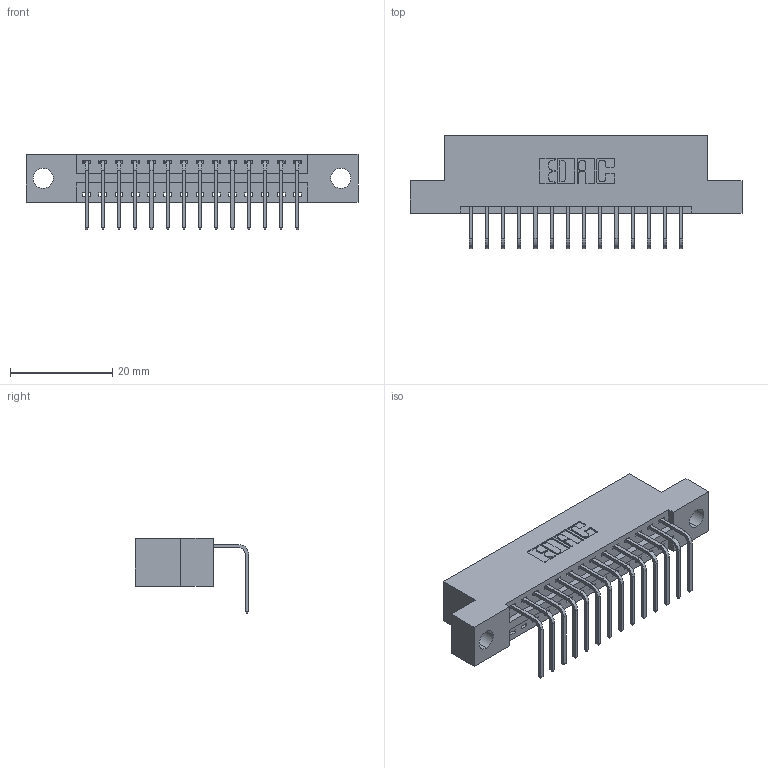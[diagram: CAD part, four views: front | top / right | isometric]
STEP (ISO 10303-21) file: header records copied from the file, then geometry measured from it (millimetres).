
FILE_DESCRIPTION (( 'STEP AP203' ), '1' );
FILE_NAME ('346-014-558-104.STEP', '2022-05-05T06:55:03', ( '' ), ( '' ), 'SwSTEP 2.0', 'SolidWorks 2020', '' );
FILE_SCHEMA (( 'CONFIG_CONTROL_DESIGN' ));
Length unit declared in the file: inch
Products named in the file (3): 346-014-558-104; 346 Part_Flush Mounting Lugs - 0.156 Dia-TH; 345-292-001_558 Tail - 2
Assembly tree (15 placements, depth 2):
  346-014-558-104
    346 Part_Flush Mounting Lugs - 0.156 Dia-TH
    345-292-001_558 Tail - 2  x14
Bounding box: 65.02 x 22.16 x 14.73 mm (x, y, z)
Volume: 5972 mm3; surface area: 7277.6 mm2
Topology: 15 solids, 15 shells, 976 faces, 2913 edges, 1922 vertices
Faces by surface type: plane 678, cylinder 298
Entity records: 12961 total; most frequent: CARTESIAN_POINT 2240, ORIENTED_EDGE 2186, DIRECTION 2009, EDGE_CURVE 1093, LINE 905, VECTOR 905, VERTEX_POINT 726, AXIS2_PLACEMENT_3D 552
